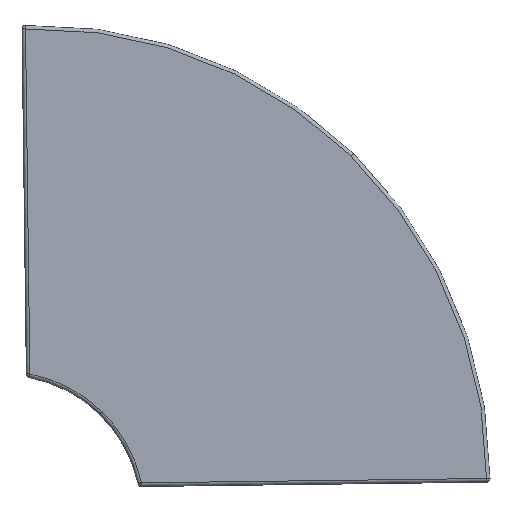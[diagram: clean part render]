
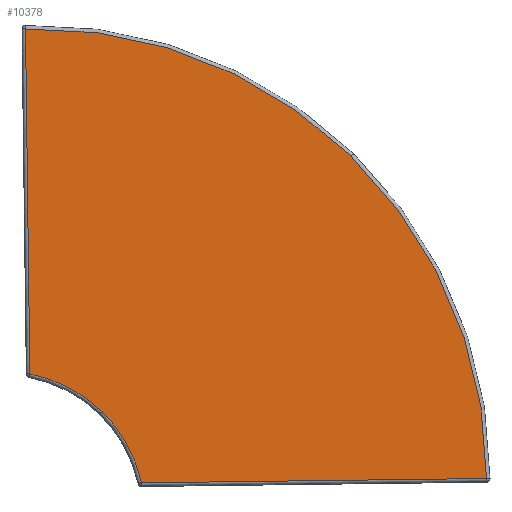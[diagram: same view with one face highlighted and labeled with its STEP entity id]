
A CAD part, top view. The second image highlights one B-rep face of the part: STEP entity #10378.
In plain terms, the highlighted planar face has unit normal (0, 0, 1).
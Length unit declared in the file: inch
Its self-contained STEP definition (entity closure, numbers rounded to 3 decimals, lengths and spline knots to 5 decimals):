
#1428=PLANE('',#11740);
#1711=FACE_OUTER_BOUND('',#2576,.T.);
#2576=EDGE_LOOP('',(#7932,#7933,#7934,#7935,#7936,#7937));
#3359=LINE('',#16825,#3811);
#3361=LINE('',#16837,#3813);
#3811=VECTOR('',#13866,0.3937);
#3813=VECTOR('',#13884,0.3937);
#4257=CIRCLE('',#11715,32.09404);
#4260=CIRCLE('',#11719,32.09404);
#4266=CIRCLE('',#11729,10.13003);
#4269=CIRCLE('',#11733,10.13003);
#4965=VERTEX_POINT('',#16765);
#4970=VERTEX_POINT('',#16778);
#4975=VERTEX_POINT('',#16791);
#4980=VERTEX_POINT('',#16804);
#4982=VERTEX_POINT('',#16813);
#4987=VERTEX_POINT('',#16829);
#5980=EDGE_CURVE('',#4980,#4975,#4257,.T.);
#5983=EDGE_CURVE('',#4965,#4980,#4260,.T.);
#5990=EDGE_CURVE('',#4975,#4982,#3359,.T.);
#5993=EDGE_CURVE('',#4987,#4970,#4266,.T.);
#5996=EDGE_CURVE('',#4982,#4987,#4269,.T.);
#5997=EDGE_CURVE('',#4970,#4965,#3361,.T.);
#7932=ORIENTED_EDGE('',*,*,#5993,.F.);
#7933=ORIENTED_EDGE('',*,*,#5996,.F.);
#7934=ORIENTED_EDGE('',*,*,#5990,.F.);
#7935=ORIENTED_EDGE('',*,*,#5980,.F.);
#7936=ORIENTED_EDGE('',*,*,#5983,.F.);
#7937=ORIENTED_EDGE('',*,*,#5997,.F.);
#10378=ADVANCED_FACE('',(#1711),#1428,.T.);
#11715=AXIS2_PLACEMENT_3D('',#16806,#13840,#13841);
#11719=AXIS2_PLACEMENT_3D('',#16810,#13848,#13849);
#11729=AXIS2_PLACEMENT_3D('',#16831,#13872,#13873);
#11733=AXIS2_PLACEMENT_3D('',#16835,#13880,#13881);
#11740=AXIS2_PLACEMENT_3D('',#16847,#13898,#13899);
#13840=DIRECTION('center_axis',(0.,0.,-1.));
#13841=DIRECTION('ref_axis',(0.393,0.919,0.));
#13848=DIRECTION('center_axis',(0.,0.,-1.));
#13849=DIRECTION('ref_axis',(-0.393,0.919,0.));
#13866=DIRECTION('',(-0.707,-0.707,0.));
#13872=DIRECTION('center_axis',(0.,0.,1.));
#13873=DIRECTION('ref_axis',(-0.298,0.955,0.));
#13880=DIRECTION('center_axis',(0.,0.,1.));
#13881=DIRECTION('ref_axis',(0.298,0.955,0.));
#13884=DIRECTION('',(-0.707,0.707,0.));
#13898=DIRECTION('center_axis',(0.,0.,1.));
#13899=DIRECTION('ref_axis',(1.,0.,0.));
#16765=CARTESIAN_POINT('',(-23.04557,3.01635,0.75));
#16778=CARTESIAN_POINT('',(-5.58189,-14.44721,0.75));
#16791=CARTESIAN_POINT('',(23.04547,3.01651,0.75));
#16804=CARTESIAN_POINT('',(-0.00002,12.77059,0.75));
#16806=CARTESIAN_POINT('Origin',(0.00304,-19.32345,0.75));
#16810=CARTESIAN_POINT('Origin',(-0.00299,-19.32345,
0.75));
#16813=CARTESIAN_POINT('',(5.58191,-14.44717,0.75));
#16825=CARTESIAN_POINT('',(7.78498,-12.24409,0.75));
#16829=CARTESIAN_POINT('',(0.,-12.77059,0.75));
#16831=CARTESIAN_POINT('Origin',(-0.00001,-22.90062,
0.75));
#16835=CARTESIAN_POINT('Origin',(0.00008,-22.90062,
0.75));
#16837=CARTESIAN_POINT('',(-16.35805,-3.67113,0.75));
#16847=CARTESIAN_POINT('Origin',(-0.00004,-0.3386,
0.75));
